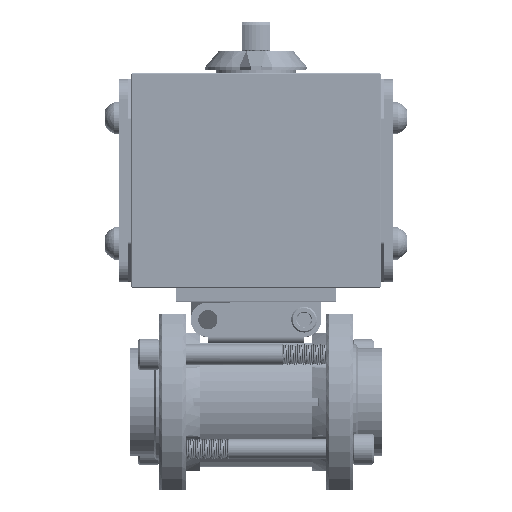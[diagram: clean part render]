
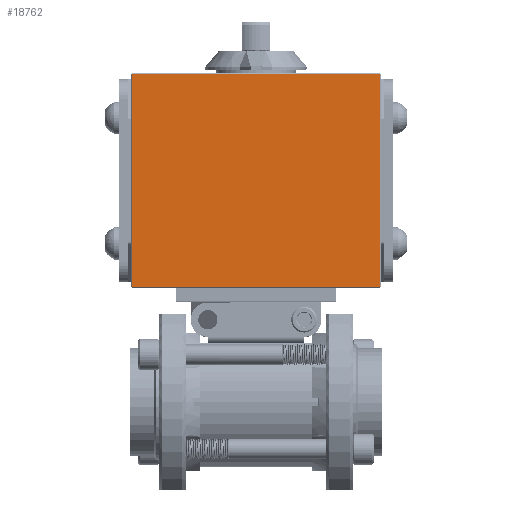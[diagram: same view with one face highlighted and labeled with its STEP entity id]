
A CAD part, top view. The second image highlights one B-rep face of the part: STEP entity #18762.
In plain terms, the highlighted planar face has unit normal (0, 0, 1).
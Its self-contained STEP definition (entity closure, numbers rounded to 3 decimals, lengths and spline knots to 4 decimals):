
#2094 = CARTESIAN_POINT ( 'NONE',  ( -2.275, 5.954, 1.55 ) ) ;
#11186 = EDGE_CURVE ( 'NONE', #159653, #119989, #103780, .T. ) ;
#16339 = CARTESIAN_POINT ( 'NONE',  ( -2.255, 2.094, 1.55 ) ) ;
#18762 = ADVANCED_FACE ( 'NONE', ( #153256 ), #22194, .F. ) ;
#21660 = LINE ( 'NONE', #33955, #92697 ) ;
#22194 = PLANE ( 'NONE',  #160611 ) ;
#33955 = CARTESIAN_POINT ( 'NONE',  ( 2.251, 5.974, 1.55 ) ) ;
#38368 = ORIENTED_EDGE ( 'NONE', *, *, #94846, .T. ) ;
#40924 = EDGE_LOOP ( 'NONE', ( #81016, #142376, #38368, #65860 ) ) ;
#42399 = DIRECTION ( 'NONE',  ( -1., 0., 0. ) ) ;
#45155 = DIRECTION ( 'NONE',  ( 1., 0., 0. ) ) ;
#58814 = LINE ( 'NONE', #99598, #90132 ) ;
#64174 = DIRECTION ( 'NONE',  ( 0., 0., -1. ) ) ;
#65860 = ORIENTED_EDGE ( 'NONE', *, *, #107852, .T. ) ;
#68283 = VECTOR ( 'NONE', #42399, 39.3701 ) ;
#72808 = DIRECTION ( 'NONE',  ( 0., -1., 0. ) ) ;
#81016 = ORIENTED_EDGE ( 'NONE', *, *, #171570, .T. ) ;
#87108 = DIRECTION ( 'NONE',  ( 0., 1., 0. ) ) ;
#90132 = VECTOR ( 'NONE', #72808, 39.3701 ) ;
#91418 = CARTESIAN_POINT ( 'NONE',  ( 2.251, 2.094, 1.55 ) ) ;
#92697 = VECTOR ( 'NONE', #87108, 39.3701 ) ;
#94846 = EDGE_CURVE ( 'NONE', #119989, #138121, #58814, .T. ) ;
#99598 = CARTESIAN_POINT ( 'NONE',  ( -2.255, 2.074, 1.55 ) ) ;
#103780 = LINE ( 'NONE', #2094, #68283 ) ;
#107852 = EDGE_CURVE ( 'NONE', #138121, #142415, #126299, .T. ) ;
#111746 = CARTESIAN_POINT ( 'NONE',  ( -2.275, 2.094, 1.55 ) ) ;
#119989 = VERTEX_POINT ( 'NONE', #147425 ) ;
#124981 = CARTESIAN_POINT ( 'NONE',  ( 2.251, 5.954, 1.55 ) ) ;
#126299 = LINE ( 'NONE', #111746, #161851 ) ;
#138121 = VERTEX_POINT ( 'NONE', #16339 ) ;
#142376 = ORIENTED_EDGE ( 'NONE', *, *, #11186, .T. ) ;
#142415 = VERTEX_POINT ( 'NONE', #91418 ) ;
#144055 = CARTESIAN_POINT ( 'NONE',  ( -2.275, 5.974, 1.55 ) ) ;
#147425 = CARTESIAN_POINT ( 'NONE',  ( -2.255, 5.954, 1.55 ) ) ;
#153256 = FACE_OUTER_BOUND ( 'NONE', #40924, .T. ) ;
#157518 = DIRECTION ( 'NONE',  ( 0., -1., 0. ) ) ;
#159653 = VERTEX_POINT ( 'NONE', #124981 ) ;
#160611 = AXIS2_PLACEMENT_3D ( 'NONE', #144055, #64174, #157518 ) ;
#161851 = VECTOR ( 'NONE', #45155, 39.3701 ) ;
#171570 = EDGE_CURVE ( 'NONE', #142415, #159653, #21660, .T. ) ;
